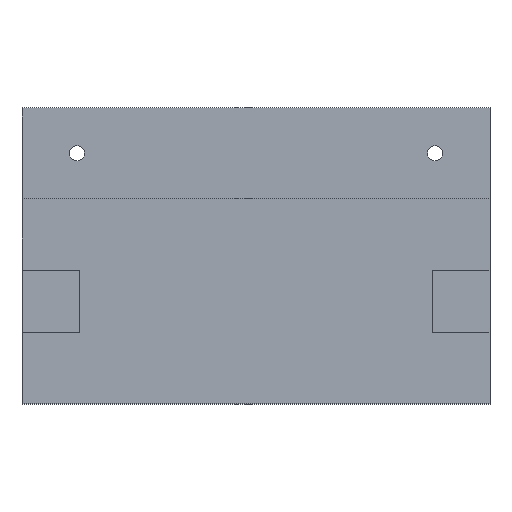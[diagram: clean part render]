
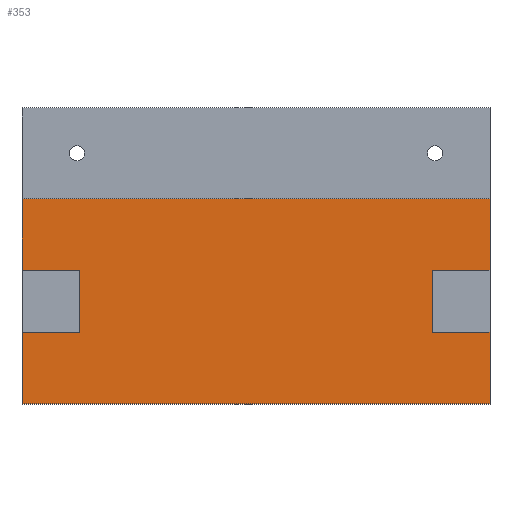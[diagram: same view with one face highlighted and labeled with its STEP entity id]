
A CAD part, top view. The second image highlights one B-rep face of the part: STEP entity #353.
In plain terms, the highlighted planar face has unit normal (0, 0, 1).
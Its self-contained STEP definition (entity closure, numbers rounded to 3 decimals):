
#25=PLANE('',#377);
#43=FACE_OUTER_BOUND('',#65,.T.);
#65=EDGE_LOOP('',(#295,#296,#297,#298,#299,#300,#301,#302,#303,#304,#305,
#306));
#82=LINE('',#503,#126);
#87=LINE('',#513,#131);
#89=LINE('',#518,#133);
#93=LINE('',#525,#137);
#97=LINE('',#532,#141);
#101=LINE('',#539,#145);
#103=LINE('',#544,#147);
#104=LINE('',#546,#148);
#105=LINE('',#547,#149);
#106=LINE('',#549,#150);
#107=LINE('',#551,#151);
#108=LINE('',#552,#152);
#126=VECTOR('',#412,1.);
#131=VECTOR('',#419,1.);
#133=VECTOR('',#423,10.);
#137=VECTOR('',#427,10.);
#141=VECTOR('',#433,10.);
#145=VECTOR('',#437,10.);
#147=VECTOR('',#443,1.);
#148=VECTOR('',#444,1.);
#149=VECTOR('',#445,1.);
#150=VECTOR('',#446,1.);
#151=VECTOR('',#447,1.);
#152=VECTOR('',#448,1.);
#175=VERTEX_POINT('',#500);
#176=VERTEX_POINT('',#502);
#178=VERTEX_POINT('',#507);
#180=VERTEX_POINT('',#511);
#182=VERTEX_POINT('',#517);
#185=VERTEX_POINT('',#523);
#187=VERTEX_POINT('',#531);
#190=VERTEX_POINT('',#537);
#191=VERTEX_POINT('',#543);
#192=VERTEX_POINT('',#545);
#193=VERTEX_POINT('',#548);
#194=VERTEX_POINT('',#550);
#210=EDGE_CURVE('',#176,#175,#82,.T.);
#215=EDGE_CURVE('',#178,#180,#87,.T.);
#217=EDGE_CURVE('',#182,#178,#89,.T.);
#221=EDGE_CURVE('',#175,#185,#93,.T.);
#225=EDGE_CURVE('',#187,#176,#97,.T.);
#229=EDGE_CURVE('',#180,#190,#101,.T.);
#231=EDGE_CURVE('',#191,#185,#103,.T.);
#232=EDGE_CURVE('',#192,#191,#104,.T.);
#233=EDGE_CURVE('',#182,#192,#105,.T.);
#234=EDGE_CURVE('',#193,#190,#106,.T.);
#235=EDGE_CURVE('',#194,#193,#107,.T.);
#236=EDGE_CURVE('',#187,#194,#108,.T.);
#295=ORIENTED_EDGE('',*,*,#210,.T.);
#296=ORIENTED_EDGE('',*,*,#221,.T.);
#297=ORIENTED_EDGE('',*,*,#231,.F.);
#298=ORIENTED_EDGE('',*,*,#232,.F.);
#299=ORIENTED_EDGE('',*,*,#233,.F.);
#300=ORIENTED_EDGE('',*,*,#217,.T.);
#301=ORIENTED_EDGE('',*,*,#215,.T.);
#302=ORIENTED_EDGE('',*,*,#229,.T.);
#303=ORIENTED_EDGE('',*,*,#234,.F.);
#304=ORIENTED_EDGE('',*,*,#235,.F.);
#305=ORIENTED_EDGE('',*,*,#236,.F.);
#306=ORIENTED_EDGE('',*,*,#225,.T.);
#353=ADVANCED_FACE('',(#43),#25,.T.);
#377=AXIS2_PLACEMENT_3D('',#542,#441,#442);
#412=DIRECTION('',(-1.,0.,0.));
#419=DIRECTION('',(1.,0.,0.));
#423=DIRECTION('',(0.,-1.,0.));
#427=DIRECTION('',(0.,-1.,0.));
#433=DIRECTION('',(0.,1.,0.));
#437=DIRECTION('',(0.,1.,0.));
#441=DIRECTION('center_axis',(0.,0.,1.));
#442=DIRECTION('ref_axis',(1.,0.,0.));
#443=DIRECTION('',(-1.,0.,0.));
#444=DIRECTION('',(0.,1.,0.));
#445=DIRECTION('',(1.,0.,0.));
#446=DIRECTION('',(1.,0.,0.));
#447=DIRECTION('',(0.,-1.,0.));
#448=DIRECTION('',(-1.,0.,0.));
#500=CARTESIAN_POINT('',(-4.,43.,9.));
#502=CARTESIAN_POINT('',(94.,43.,9.));
#503=CARTESIAN_POINT('',(90.,43.,9.));
#507=CARTESIAN_POINT('',(-4.,0.,9.));
#511=CARTESIAN_POINT('',(94.,0.,9.));
#513=CARTESIAN_POINT('',(0.,0.,9.));
#517=CARTESIAN_POINT('',(-4.,15.,9.));
#518=CARTESIAN_POINT('',(-4.,46.5,9.));
#523=CARTESIAN_POINT('',(-4.,28.,9.));
#525=CARTESIAN_POINT('',(-4.,46.5,9.));
#531=CARTESIAN_POINT('',(94.,28.,9.));
#532=CARTESIAN_POINT('',(94.,15.5,9.));
#537=CARTESIAN_POINT('',(94.,15.,9.));
#539=CARTESIAN_POINT('',(94.,15.5,9.));
#542=CARTESIAN_POINT('Origin',(45.,31.,9.));
#543=CARTESIAN_POINT('',(8.,28.,9.));
#544=CARTESIAN_POINT('',(8.,28.,9.));
#545=CARTESIAN_POINT('',(8.,15.,9.));
#546=CARTESIAN_POINT('',(8.,15.,9.));
#547=CARTESIAN_POINT('',(0.,15.,9.));
#548=CARTESIAN_POINT('',(82.,15.,9.));
#549=CARTESIAN_POINT('',(82.,15.,9.));
#550=CARTESIAN_POINT('',(82.,28.,9.));
#551=CARTESIAN_POINT('',(82.,28.,9.));
#552=CARTESIAN_POINT('',(90.,28.,9.));
